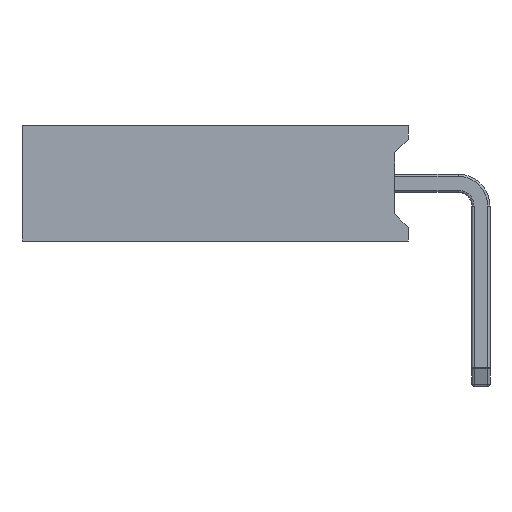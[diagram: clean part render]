
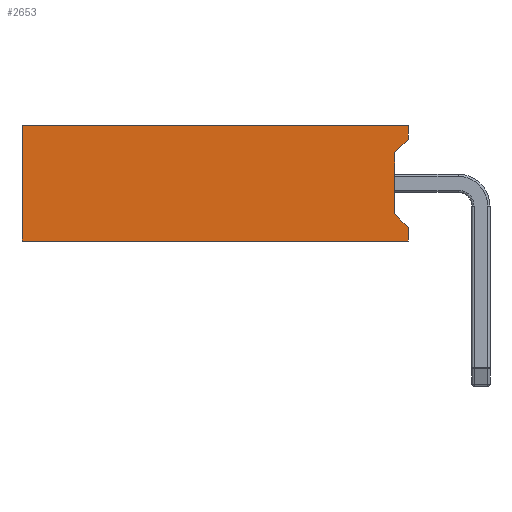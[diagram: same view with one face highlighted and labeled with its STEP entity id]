
A CAD part, left-side view. The second image highlights one B-rep face of the part: STEP entity #2653.
In plain terms, the highlighted planar face has unit normal (-1, 0, 0).
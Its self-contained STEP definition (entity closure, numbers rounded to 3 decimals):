
#146=PLANE('',#2891);
#221=FACE_OUTER_BOUND('',#384,.T.);
#384=EDGE_LOOP('',(#1753,#1754,#1755,#1756,#1757,#1758,#1759,#1760));
#551=LINE('',#4166,#749);
#555=LINE('',#4174,#753);
#561=LINE('',#4189,#759);
#572=LINE('',#4209,#770);
#573=LINE('',#4212,#771);
#576=LINE('',#4218,#774);
#577=LINE('',#4220,#775);
#578=LINE('',#4221,#776);
#749=VECTOR('',#3284,10.);
#753=VECTOR('',#3290,10.);
#759=VECTOR('',#3302,10.);
#770=VECTOR('',#3319,10.);
#771=VECTOR('',#3322,10.);
#774=VECTOR('',#3327,10.);
#775=VECTOR('',#3328,10.);
#776=VECTOR('',#3329,10.);
#1103=VERTEX_POINT('',#4164);
#1104=VERTEX_POINT('',#4165);
#1107=VERTEX_POINT('',#4173);
#1113=VERTEX_POINT('',#4188);
#1119=VERTEX_POINT('',#4207);
#1120=VERTEX_POINT('',#4211);
#1122=VERTEX_POINT('',#4217);
#1123=VERTEX_POINT('',#4219);
#1327=EDGE_CURVE('',#1103,#1104,#551,.T.);
#1331=EDGE_CURVE('',#1107,#1104,#555,.T.);
#1339=EDGE_CURVE('',#1107,#1113,#561,.T.);
#1350=EDGE_CURVE('',#1103,#1119,#572,.T.);
#1351=EDGE_CURVE('',#1120,#1113,#573,.T.);
#1354=EDGE_CURVE('',#1119,#1122,#576,.T.);
#1355=EDGE_CURVE('',#1123,#1122,#577,.T.);
#1356=EDGE_CURVE('',#1120,#1123,#578,.T.);
#1753=ORIENTED_EDGE('',*,*,#1331,.T.);
#1754=ORIENTED_EDGE('',*,*,#1327,.F.);
#1755=ORIENTED_EDGE('',*,*,#1350,.T.);
#1756=ORIENTED_EDGE('',*,*,#1354,.T.);
#1757=ORIENTED_EDGE('',*,*,#1355,.F.);
#1758=ORIENTED_EDGE('',*,*,#1356,.F.);
#1759=ORIENTED_EDGE('',*,*,#1351,.T.);
#1760=ORIENTED_EDGE('',*,*,#1339,.F.);
#2653=ADVANCED_FACE('',(#221),#146,.T.);
#2891=AXIS2_PLACEMENT_3D('',#4216,#3325,#3326);
#3284=DIRECTION('',(0.,0.707,-0.707));
#3290=DIRECTION('',(0.,0.,1.));
#3302=DIRECTION('',(0.,-0.707,-0.707));
#3319=DIRECTION('',(0.,0.,1.));
#3322=DIRECTION('',(0.,0.,1.));
#3325=DIRECTION('center_axis',(-1.,0.,0.));
#3326=DIRECTION('ref_axis',(0.,0.,
1.));
#3327=DIRECTION('',(0.,1.,0.));
#3328=DIRECTION('',(0.,0.,1.));
#3329=DIRECTION('',(0.,1.,0.));
#4164=CARTESIAN_POINT('',(-1.27,1.6,2.24));
#4165=CARTESIAN_POINT('',(-1.27,1.9,1.94));
#4166=CARTESIAN_POINT('',(-1.27,2.235,1.605));
#4173=CARTESIAN_POINT('',(-1.27,1.9,0.6));
#4174=CARTESIAN_POINT('',(-1.27,1.9,0.635));
#4188=CARTESIAN_POINT('',(-1.27,1.6,0.3));
#4189=CARTESIAN_POINT('',(-1.27,1.6,0.3));
#4207=CARTESIAN_POINT('',(-1.27,1.6,2.54));
#4209=CARTESIAN_POINT('',(-1.27,1.6,0.));
#4211=CARTESIAN_POINT('',(-1.27,1.6,0.));
#4212=CARTESIAN_POINT('',(-1.27,1.6,0.));
#4216=CARTESIAN_POINT('Origin',(-1.27,1.6,0.));
#4217=CARTESIAN_POINT('',(-1.27,10.1,2.54));
#4218=CARTESIAN_POINT('',(-1.27,1.6,2.54));
#4219=CARTESIAN_POINT('',(-1.27,10.1,0.));
#4220=CARTESIAN_POINT('',(-1.27,10.1,0.));
#4221=CARTESIAN_POINT('',(-1.27,1.6,0.));
